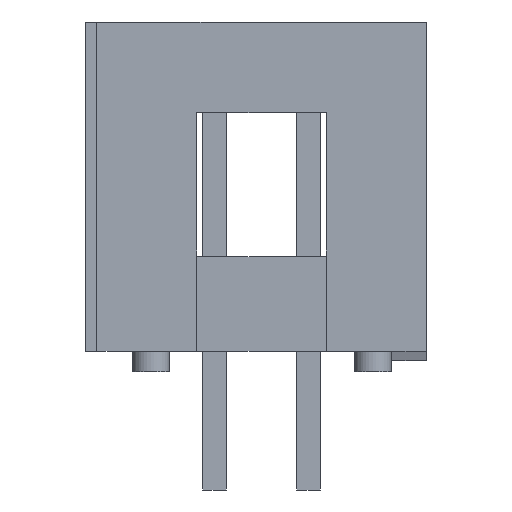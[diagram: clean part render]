
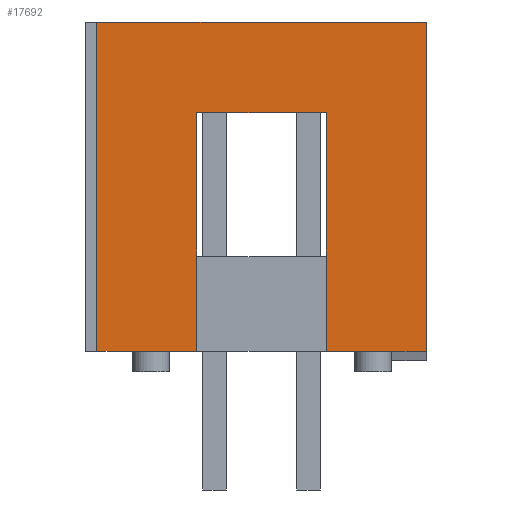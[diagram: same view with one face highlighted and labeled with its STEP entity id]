
A CAD part, left-side view. The second image highlights one B-rep face of the part: STEP entity #17692.
In plain terms, the highlighted planar face has unit normal (-1, 0, 0).
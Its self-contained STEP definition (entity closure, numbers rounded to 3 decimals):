
#16017=CARTESIAN_POINT('',(-35.66,-1.75,7.0));
#16018=VERTEX_POINT('',#16017);
#16025=CARTESIAN_POINT('',(-35.66,1.75,7.0));
#16026=VERTEX_POINT('',#16025);
#16027=CARTESIAN_POINT('',(-35.66,0.,7.0));
#16028=DIRECTION('',(0.0,-1.0,0.0));
#16029=VECTOR('',#16028,1.0);
#16030=LINE('',#16027,#16029);
#16031=EDGE_CURVE('n� 1000',#16026,#16018,#16030,.T.);
#16055=CARTESIAN_POINT('',(-35.66,-1.75,0.55));
#16056=VERTEX_POINT('',#16055);
#16063=CARTESIAN_POINT('',(-35.66,-1.75,5.0));
#16064=DIRECTION('',(-0.0,0.0,-1.0));
#16065=VECTOR('',#16064,1.0);
#16066=LINE('',#16063,#16065);
#16067=EDGE_CURVE('n� 999',#16018,#16056,#16066,.T.);
#16079=CARTESIAN_POINT('',(-35.66,1.75,0.55));
#16080=VERTEX_POINT('',#16079);
#16081=CARTESIAN_POINT('',(-35.66,1.75,5.0));
#16082=DIRECTION('',(-0.0,0.,1.0));
#16083=VECTOR('',#16082,1.0);
#16084=LINE('',#16081,#16083);
#16085=EDGE_CURVE('n� 993',#16080,#16026,#16084,.T.);
#16853=CARTESIAN_POINT('',(-35.66,4.45,9.45));
#16854=VERTEX_POINT('',#16853);
#16861=CARTESIAN_POINT('',(-35.66,-4.45,9.45));
#16862=VERTEX_POINT('',#16861);
#16863=CARTESIAN_POINT('',(-35.66,0.,9.45));
#16864=DIRECTION('',(-0.0,1.0,0.0));
#16865=VECTOR('',#16864,1.0);
#16866=LINE('',#16863,#16865);
#16867=EDGE_CURVE('n� 996',#16862,#16854,#16866,.T.);
#17619=CARTESIAN_POINT('',(-35.66,-4.45,0.55));
#17620=VERTEX_POINT('',#17619);
#17621=CARTESIAN_POINT('',(-35.66,-4.45,5.0));
#17622=DIRECTION('',(0.0,-0.0,1.0));
#17623=VECTOR('',#17622,1.0);
#17624=LINE('',#17621,#17623);
#17625=EDGE_CURVE('n� 997',#17620,#16862,#17624,.T.);
#17660=CARTESIAN_POINT('',(-35.66,4.45,0.55));
#17661=VERTEX_POINT('',#17660);
#17662=CARTESIAN_POINT('',(-35.66,0.15,0.55));
#17663=DIRECTION('',(0.0,1.0,0.0));
#17664=VECTOR('',#17663,1.0);
#17665=LINE('',#17662,#17664);
#17666=EDGE_CURVE('n� 113',#16080,#17661,#17665,.T.);
#17667=ORIENTED_EDGE('',*,*,#17666,.F.);
#17668=ORIENTED_EDGE('',*,*,#16085,.T.);
#17669=ORIENTED_EDGE('',*,*,#16031,.T.);
#17670=ORIENTED_EDGE('',*,*,#16067,.T.);
#17671=CARTESIAN_POINT('',(-35.66,0.15,0.55));
#17672=DIRECTION('',(-0.0,1.0,-0.0));
#17673=VECTOR('',#17672,1.0);
#17674=LINE('',#17671,#17673);
#17675=EDGE_CURVE('n� 117',#17620,#16056,#17674,.T.);
#17676=ORIENTED_EDGE('',*,*,#17675,.F.);
#17677=ORIENTED_EDGE('',*,*,#17625,.T.);
#17678=ORIENTED_EDGE('',*,*,#16867,.T.);
#17679=CARTESIAN_POINT('',(-35.66,4.45,5.0));
#17680=DIRECTION('',(0.0,0.0,1.0));
#17681=VECTOR('',#17680,1.0);
#17682=LINE('',#17679,#17681);
#17683=EDGE_CURVE('n� 974',#17661,#16854,#17682,.T.);
#17684=ORIENTED_EDGE('',*,*,#17683,.F.);
#17685=EDGE_LOOP('',(#17667,#17668,#17669,#17670,#17676,#17677,#17678,#17684));
#17686=FACE_OUTER_BOUND('',#17685,.T.);
#17687=CARTESIAN_POINT('',(-35.66,4.45,0.55));
#17688=DIRECTION('',(-1.0,0.0,0.0));
#17689=DIRECTION('',(0.0,-1.0,0.0));
#17690=AXIS2_PLACEMENT_3D('',#17687,#17688,#17689);
#17691=PLANE('',#17690);
#17692=ADVANCED_FACE('n� 990',(#17686),#17691,.T.);
